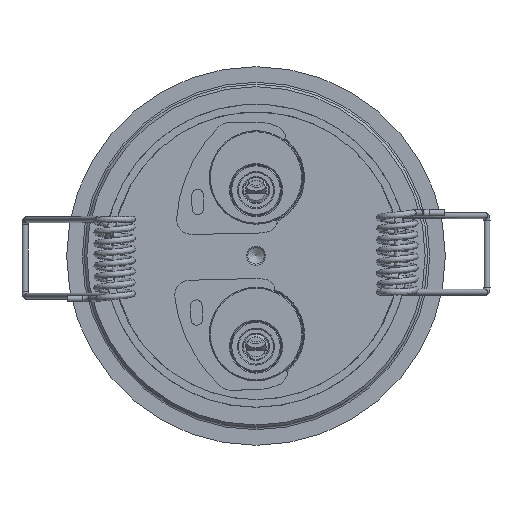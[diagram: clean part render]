
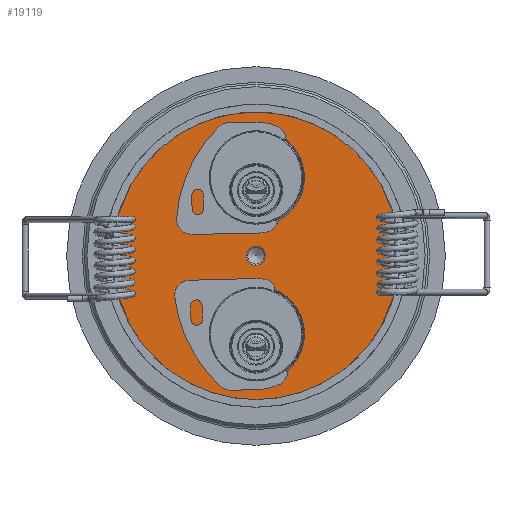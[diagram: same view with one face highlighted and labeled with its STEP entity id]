
A CAD part, top view. The second image highlights one B-rep face of the part: STEP entity #19119.
In plain terms, the highlighted planar face has unit normal (0, 0, 1).
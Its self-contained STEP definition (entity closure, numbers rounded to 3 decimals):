
#772=FACE_BOUND('',#3689,.T.);
#773=FACE_BOUND('',#3690,.T.);
#774=FACE_BOUND('',#3691,.T.);
#1002=CIRCLE('',#20373,1.871);
#1006=CIRCLE('',#20379,28.5);
#1007=CIRCLE('',#20380,9.6);
#1008=CIRCLE('',#20381,9.6);
#2125=PLANE('',#20378);
#2487=FACE_OUTER_BOUND('',#3688,.T.);
#3688=EDGE_LOOP('',(#12708));
#3689=EDGE_LOOP('',(#12709));
#3690=EDGE_LOOP('',(#12710));
#3691=EDGE_LOOP('',(#12711));
#7641=VERTEX_POINT('',#29028);
#7645=VERTEX_POINT('',#29040);
#7646=VERTEX_POINT('',#29042);
#7647=VERTEX_POINT('',#29044);
#9571=EDGE_CURVE('',#7641,#7641,#1002,.T.);
#9577=EDGE_CURVE('',#7645,#7645,#1006,.T.);
#9578=EDGE_CURVE('',#7646,#7646,#1007,.T.);
#9579=EDGE_CURVE('',#7647,#7647,#1008,.T.);
#12708=ORIENTED_EDGE('',*,*,#9577,.F.);
#12709=ORIENTED_EDGE('',*,*,#9578,.F.);
#12710=ORIENTED_EDGE('',*,*,#9579,.F.);
#12711=ORIENTED_EDGE('',*,*,#9571,.F.);
#19119=ADVANCED_FACE('',(#2487,#772,#773,#774),#2125,.T.);
#20373=AXIS2_PLACEMENT_3D('',#29029,#22823,#22824);
#20378=AXIS2_PLACEMENT_3D('',#29039,#22835,#22836);
#20379=AXIS2_PLACEMENT_3D('',#29041,#22837,#22838);
#20380=AXIS2_PLACEMENT_3D('',#29043,#22839,#22840);
#20381=AXIS2_PLACEMENT_3D('',#29045,#22841,#22842);
#22823=DIRECTION('center_axis',(0.,0.,
1.));
#22824=DIRECTION('ref_axis',(-1.,0.,0.));
#22835=DIRECTION('center_axis',(0.,0.,
1.));
#22836=DIRECTION('ref_axis',(1.,0.,0.));
#22837=DIRECTION('center_axis',(0.,0.,
-1.));
#22838=DIRECTION('ref_axis',(-1.,0.,0.));
#22839=DIRECTION('center_axis',(0.,0.,
1.));
#22840=DIRECTION('ref_axis',(1.,0.,0.));
#22841=DIRECTION('center_axis',(0.,0.,
1.));
#22842=DIRECTION('ref_axis',(1.,0.,0.));
#29028=CARTESIAN_POINT('',(1.871,0.,21.));
#29029=CARTESIAN_POINT('Origin',(0.,0.,
21.));
#29039=CARTESIAN_POINT('Origin',(0.,28.5,21.));
#29040=CARTESIAN_POINT('',(0.,-28.5,21.));
#29041=CARTESIAN_POINT('Origin',(0.,0.,
21.));
#29042=CARTESIAN_POINT('',(-9.6,15.5,21.));
#29043=CARTESIAN_POINT('Origin',(0.,15.5,21.));
#29044=CARTESIAN_POINT('',(-9.6,-15.5,21.));
#29045=CARTESIAN_POINT('Origin',(0.,-15.5,21.));
